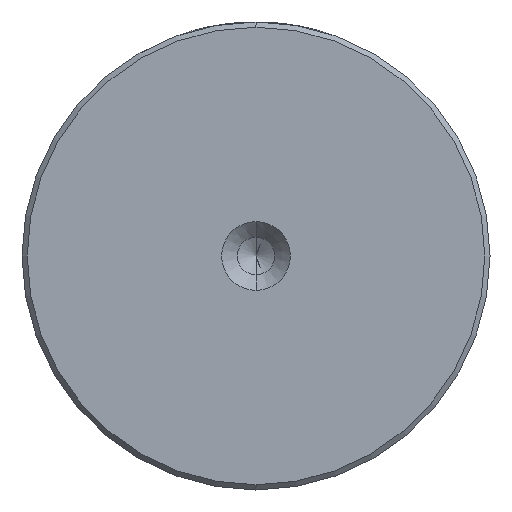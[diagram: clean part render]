
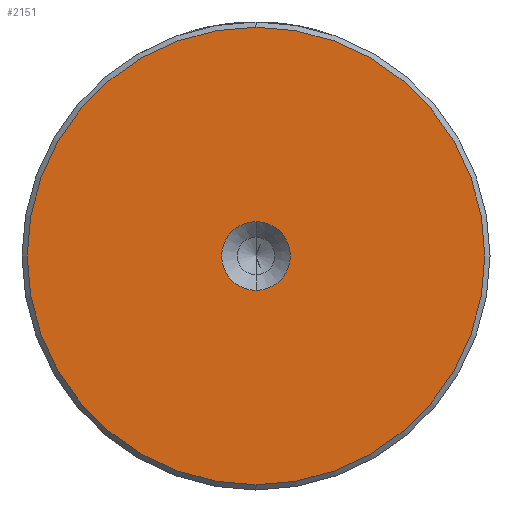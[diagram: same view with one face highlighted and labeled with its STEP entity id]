
A CAD part, left-side view. The second image highlights one B-rep face of the part: STEP entity #2151.
In plain terms, the highlighted planar face has unit normal (-1, 0, 0).
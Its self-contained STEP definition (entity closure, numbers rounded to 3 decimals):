
#104 = EDGE_LOOP ( 'NONE', ( #2627, #2797 ) ) ;
#114 = EDGE_CURVE ( 'NONE', #2102, #2836, #834, .T. ) ;
#129 = PLANE ( 'NONE',  #2817 ) ;
#224 = EDGE_CURVE ( 'NONE', #1568, #1920, #1305, .T. ) ;
#370 = AXIS2_PLACEMENT_3D ( 'NONE', #2220, #1534, #1924 ) ;
#384 = DIRECTION ( 'NONE',  ( 0., 0., 1. ) ) ;
#834 = CIRCLE ( 'NONE', #2591, 3.3 ) ;
#896 = CARTESIAN_POINT ( 'NONE',  ( 0., 0., 0. ) ) ;
#915 = CARTESIAN_POINT ( 'NONE',  ( 0., 0., 0. ) ) ;
#1134 = DIRECTION ( 'NONE',  ( 0., 0., 1. ) ) ;
#1148 = DIRECTION ( 'NONE',  ( 0., 0., 1. ) ) ;
#1293 = CARTESIAN_POINT ( 'NONE',  ( 0., 0., 0. ) ) ;
#1305 = CIRCLE ( 'NONE', #370, 22. ) ;
#1507 = AXIS2_PLACEMENT_3D ( 'NONE', #915, #2515, #1148 ) ;
#1534 = DIRECTION ( 'NONE',  ( -1., 0., 0. ) ) ;
#1568 = VERTEX_POINT ( 'NONE', #2676 ) ;
#1777 = DIRECTION ( 'NONE',  ( -1., 0., 0. ) ) ;
#1779 = CIRCLE ( 'NONE', #2927, 22. ) ;
#1784 = CIRCLE ( 'NONE', #1507, 3.3 ) ;
#1821 = FACE_OUTER_BOUND ( 'NONE', #2451, .T. ) ;
#1856 = EDGE_CURVE ( 'NONE', #2836, #2102, #1784, .T. ) ;
#1920 = VERTEX_POINT ( 'NONE', #2113 ) ;
#1924 = DIRECTION ( 'NONE',  ( 0., 0., 1. ) ) ;
#1930 = CARTESIAN_POINT ( 'NONE',  ( 0., 0., -3.3 ) ) ;
#2102 = VERTEX_POINT ( 'NONE', #1930 ) ;
#2113 = CARTESIAN_POINT ( 'NONE',  ( 0., 0., 22. ) ) ;
#2151 = ADVANCED_FACE ( 'NONE', ( #1821, #2358 ), #129, .T. ) ;
#2158 = ORIENTED_EDGE ( 'NONE', *, *, #224, .T. ) ;
#2220 = CARTESIAN_POINT ( 'NONE',  ( 0., 0., 0. ) ) ;
#2248 = DIRECTION ( 'NONE',  ( -1., 0., 0. ) ) ;
#2358 = FACE_BOUND ( 'NONE', #104, .T. ) ;
#2451 = EDGE_LOOP ( 'NONE', ( #2158, #2803 ) ) ;
#2466 = EDGE_CURVE ( 'NONE', #1920, #1568, #1779, .T. ) ;
#2504 = DIRECTION ( 'NONE',  ( -1., 0., 0. ) ) ;
#2515 = DIRECTION ( 'NONE',  ( -1., 0., 0. ) ) ;
#2591 = AXIS2_PLACEMENT_3D ( 'NONE', #2885, #2248, #2700 ) ;
#2627 = ORIENTED_EDGE ( 'NONE', *, *, #1856, .F. ) ;
#2644 = CARTESIAN_POINT ( 'NONE',  ( 0., 0., 3.3 ) ) ;
#2676 = CARTESIAN_POINT ( 'NONE',  ( 0., 0., -22. ) ) ;
#2700 = DIRECTION ( 'NONE',  ( 0., 0., 1. ) ) ;
#2797 = ORIENTED_EDGE ( 'NONE', *, *, #114, .F. ) ;
#2803 = ORIENTED_EDGE ( 'NONE', *, *, #2466, .T. ) ;
#2817 = AXIS2_PLACEMENT_3D ( 'NONE', #1293, #1777, #384 ) ;
#2836 = VERTEX_POINT ( 'NONE', #2644 ) ;
#2885 = CARTESIAN_POINT ( 'NONE',  ( 0., 0., 0. ) ) ;
#2927 = AXIS2_PLACEMENT_3D ( 'NONE', #896, #2504, #1134 ) ;
